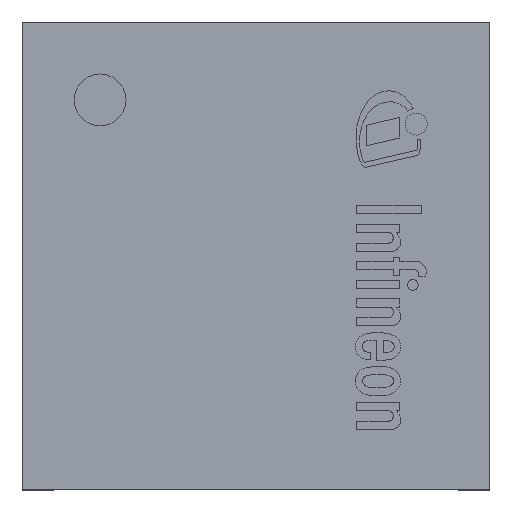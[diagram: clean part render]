
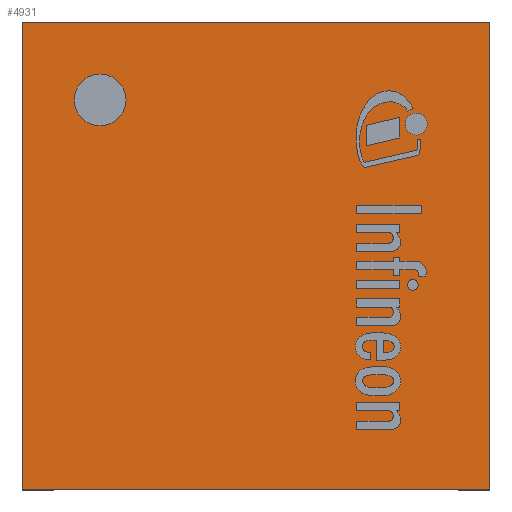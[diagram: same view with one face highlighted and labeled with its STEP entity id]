
A CAD part, top view. The second image highlights one B-rep face of the part: STEP entity #4931.
In plain terms, the highlighted planar face has unit normal (0, 0, 1).
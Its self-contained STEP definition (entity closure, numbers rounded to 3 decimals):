
#174=FACE_BOUND('',#1326,.T.);
#282=CIRCLE('',#5512,0.5);
#859=FACE_OUTER_BOUND('',#1325,.T.);
#1325=EDGE_LOOP('',(#3606,#3607,#3608,#3609));
#1326=EDGE_LOOP('',(#3610));
#1908=LINE('',#7869,#2228);
#1910=LINE('',#7873,#2230);
#1912=LINE('',#7877,#2232);
#1914=LINE('',#7880,#2234);
#2228=VECTOR('',#6224,1.);
#2230=VECTOR('',#6228,1.);
#2232=VECTOR('',#6232,1.);
#2234=VECTOR('',#6236,1.);
#2539=VERTEX_POINT('',#7860);
#2541=VERTEX_POINT('',#7866);
#2542=VERTEX_POINT('',#7868);
#2543=VERTEX_POINT('',#7872);
#2544=VERTEX_POINT('',#7876);
#2995=EDGE_CURVE('',#2539,#2539,#282,.T.);
#2998=EDGE_CURVE('',#2542,#2541,#1908,.T.);
#3000=EDGE_CURVE('',#2543,#2542,#1910,.T.);
#3002=EDGE_CURVE('',#2544,#2543,#1912,.T.);
#3004=EDGE_CURVE('',#2541,#2544,#1914,.T.);
#3606=ORIENTED_EDGE('',*,*,#3004,.T.);
#3607=ORIENTED_EDGE('',*,*,#3002,.T.);
#3608=ORIENTED_EDGE('',*,*,#3000,.T.);
#3609=ORIENTED_EDGE('',*,*,#2998,.T.);
#3610=ORIENTED_EDGE('',*,*,#2995,.T.);
#4689=PLANE('',#5519);
#4931=ADVANCED_FACE('',(#859,#174),#4689,.T.);
#5512=AXIS2_PLACEMENT_3D('',#7861,#6215,#6216);
#5519=AXIS2_PLACEMENT_3D('',#7881,#6237,#6238);
#6215=DIRECTION('center_axis',(0.,0.,-1.));
#6216=DIRECTION('ref_axis',(-1.,0.,0.));
#6224=DIRECTION('',(0.,1.,0.));
#6228=DIRECTION('',(1.,0.,0.));
#6232=DIRECTION('',(0.,-1.,0.));
#6236=DIRECTION('',(-1.,0.,0.));
#6237=DIRECTION('center_axis',(0.,0.,1.));
#6238=DIRECTION('ref_axis',(1.,0.,0.));
#7860=CARTESIAN_POINT('',(-2.5,3.,1.7));
#7861=CARTESIAN_POINT('Origin',(-3.,3.,1.7));
#7866=CARTESIAN_POINT('',(4.5,4.5,1.7));
#7868=CARTESIAN_POINT('',(4.5,-4.5,1.7));
#7869=CARTESIAN_POINT('',(4.5,4.5,1.7));
#7872=CARTESIAN_POINT('',(-4.5,-4.5,1.7));
#7873=CARTESIAN_POINT('',(4.5,-4.5,1.7));
#7876=CARTESIAN_POINT('',(-4.5,4.5,1.7));
#7877=CARTESIAN_POINT('',(-4.5,-4.5,1.7));
#7880=CARTESIAN_POINT('',(-4.5,4.5,1.7));
#7881=CARTESIAN_POINT('Origin',(0.,0.,1.7));
